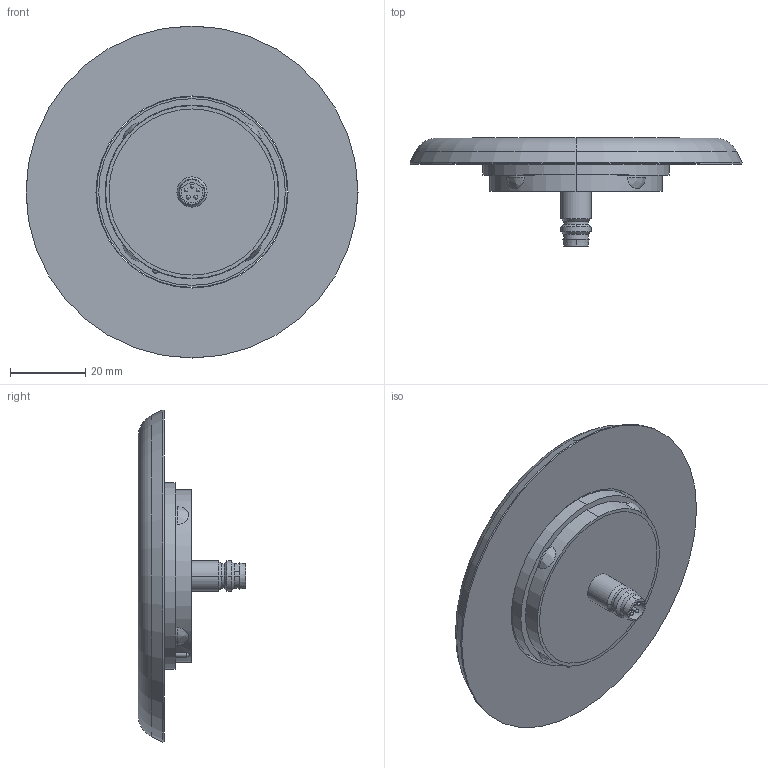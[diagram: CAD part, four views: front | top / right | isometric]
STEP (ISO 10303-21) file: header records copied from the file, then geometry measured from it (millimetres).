
FILE_DESCRIPTION (( 'STEP AP203' ), '1' );
FILE_NAME ('CHT3-15XB-29-TGSRS.step', '2020-02-06T11:54:04', ( '' ), ( '' ), 'SwSTEP 2.0', 'SolidWorks 2019', '' );
FILE_SCHEMA (( 'CONFIG_CONTROL_DESIGN' ));
Length unit declared in the file: inch
Products named in the file (1): CHT3-15XB-29-TGSRS
Bounding box: 88 x 28.6 x 88 mm (x, y, z)
Volume: 49973.5 mm3; surface area: 21725.7 mm2
Topology: 10 solids, 10 shells, 90 faces, 196 edges, 129 vertices
Faces by surface type: cylinder 40, plane 25, cone 12, bspline 6, sphere 5, torus 2
Entity records: 3025 total; most frequent: CARTESIAN_POINT 1008, DIRECTION 443, ORIENTED_EDGE 362, AXIS2_PLACEMENT_3D 190, EDGE_CURVE 181, VERTEX_POINT 119, CIRCLE 105, EDGE_LOOP 102
